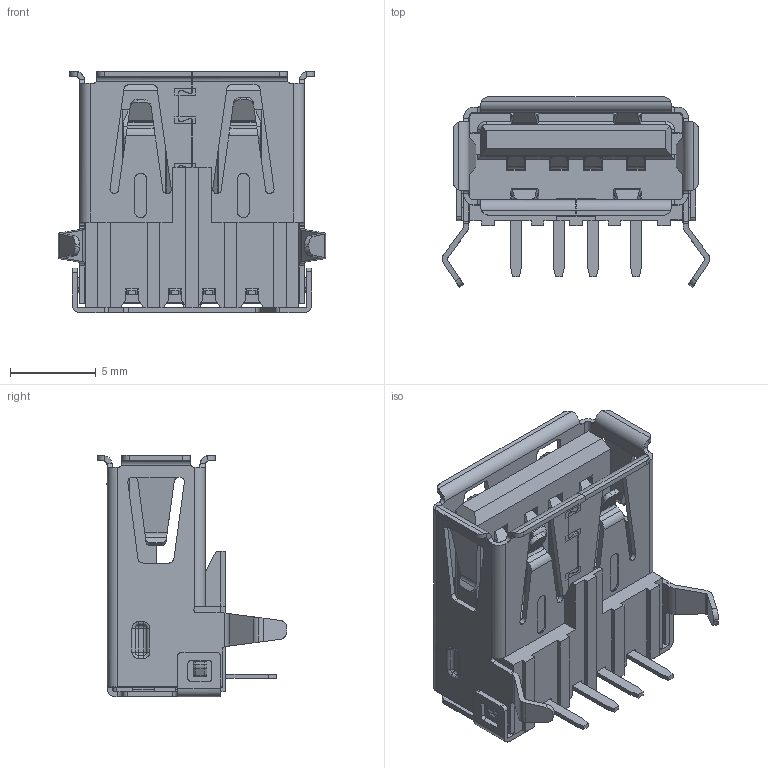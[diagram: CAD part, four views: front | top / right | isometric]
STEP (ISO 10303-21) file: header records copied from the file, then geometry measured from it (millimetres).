
FILE_DESCRIPTION (( 'STEP AP214' ), '1' );
FILE_NAME ('CUI_DEVICES_UJ2-A-HR-G-TH.step', '2024-04-17T15:07:04', ( '' ), ( '' ), 'SwSTEP 2.0', 'SolidWorks 2024', '' );
FILE_SCHEMA (( 'AUTOMOTIVE_DESIGN' ));
Length unit declared in the file: inch
Products named in the file (1): CUI_DEVICES_UJ2-A-HR-G-TH
Bounding box: 15.6 x 11.09 x 14.11 mm (x, y, z)
Volume: 563.6 mm3; surface area: 2040.7 mm2
Topology: 1 solids, 1 shells, 1129 faces, 3460 edges, 2284 vertices
Faces by surface type: plane 700, cylinder 399, torus 16, sphere 12, cone 2
Entity records: 39915 total; most frequent: CARTESIAN_POINT 10433, ORIENTED_EDGE 6918, DIRECTION 5004, EDGE_CURVE 3459, LINE 2498, VECTOR 2498, VERTEX_POINT 2284, AXIS2_PLACEMENT_3D 1253
